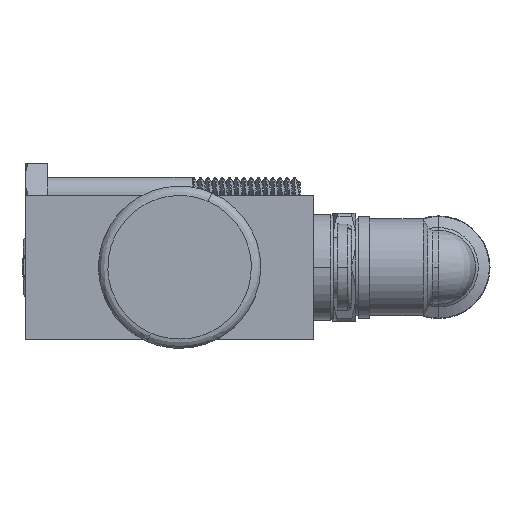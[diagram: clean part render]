
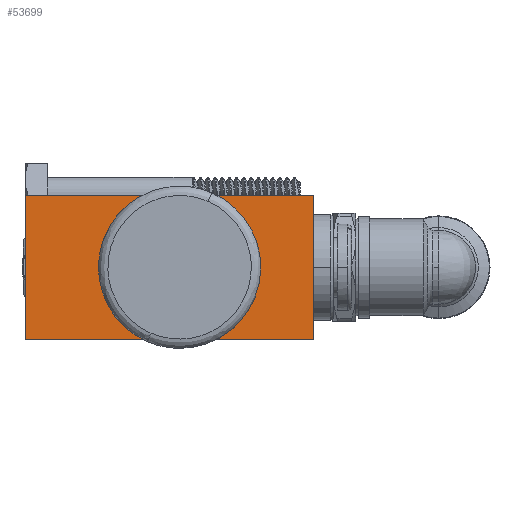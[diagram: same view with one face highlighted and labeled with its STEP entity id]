
A CAD part, left-side view. The second image highlights one B-rep face of the part: STEP entity #53699.
In plain terms, the highlighted planar face has unit normal (-1, 0, 0).
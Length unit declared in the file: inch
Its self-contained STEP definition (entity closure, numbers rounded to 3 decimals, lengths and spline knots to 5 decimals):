
#1880 = VECTOR ( 'NONE', #57788, 39.37008 ) ;
#3834 = VERTEX_POINT ( 'NONE', #89598 ) ;
#3913 = EDGE_CURVE ( 'NONE', #25291, #39574, #13978, .T. ) ;
#4257 = DIRECTION ( 'NONE',  ( 0., 0., -1. ) ) ;
#4662 = CARTESIAN_POINT ( 'NONE',  ( 0., -1.07, -0.5 ) ) ;
#7898 = LINE ( 'NONE', #87687, #46552 ) ;
#10145 = DIRECTION ( 'NONE',  ( -1., 0., 0. ) ) ;
#12158 = EDGE_CURVE ( 'NONE', #14472, #25291, #70402, .T. ) ;
#12170 = LINE ( 'NONE', #43407, #84706 ) ;
#12503 = EDGE_CURVE ( 'NONE', #77439, #16945, #29279, .T. ) ;
#13256 = ORIENTED_EDGE ( 'NONE', *, *, #38391, .F. ) ;
#13807 = DIRECTION ( 'NONE',  ( 0., 0., -1. ) ) ;
#13978 = LINE ( 'NONE', #96342, #1880 ) ;
#14472 = VERTEX_POINT ( 'NONE', #91111 ) ;
#16496 = AXIS2_PLACEMENT_3D ( 'NONE', #33435, #10145, #48285 ) ;
#16945 = VERTEX_POINT ( 'NONE', #40965 ) ;
#17061 = AXIS2_PLACEMENT_3D ( 'NONE', #4662, #82043, #36063 ) ;
#17210 = ORIENTED_EDGE ( 'NONE', *, *, #3913, .T. ) ;
#20550 = CARTESIAN_POINT ( 'NONE',  ( 0., -2., -1. ) ) ;
#24515 = ORIENTED_EDGE ( 'NONE', *, *, #12158, .T. ) ;
#25291 = VERTEX_POINT ( 'NONE', #20550 ) ;
#29279 = CIRCLE ( 'NONE', #17061, 0.28125 ) ;
#33435 = CARTESIAN_POINT ( 'NONE',  ( 0., -1.07, -0.5 ) ) ;
#34669 = EDGE_LOOP ( 'NONE', ( #81079, #13256 ) ) ;
#36063 = DIRECTION ( 'NONE',  ( 0., 0., 1. ) ) ;
#37030 = EDGE_LOOP ( 'NONE', ( #17210, #45783, #59502, #24515 ) ) ;
#38391 = EDGE_CURVE ( 'NONE', #16945, #77439, #70229, .T. ) ;
#39574 = VERTEX_POINT ( 'NONE', #50442 ) ;
#40965 = CARTESIAN_POINT ( 'NONE',  ( 0., -1.07, -0.78125 ) ) ;
#43407 = CARTESIAN_POINT ( 'NONE',  ( 0., 0., 0. ) ) ;
#45783 = ORIENTED_EDGE ( 'NONE', *, *, #55988, .F. ) ;
#46552 = VECTOR ( 'NONE', #80253, 39.37008 ) ;
#48285 = DIRECTION ( 'NONE',  ( 0., 0., 1. ) ) ;
#50442 = CARTESIAN_POINT ( 'NONE',  ( 0., -2., 0. ) ) ;
#53122 = FACE_OUTER_BOUND ( 'NONE', #37030, .T. ) ;
#53338 = DIRECTION ( 'NONE',  ( 0., -1., 0. ) ) ;
#53699 = ADVANCED_FACE ( 'NONE', ( #62822, #53122 ), #69203, .F. ) ;
#54222 = AXIS2_PLACEMENT_3D ( 'NONE', #68866, #75691, #13807 ) ;
#55988 = EDGE_CURVE ( 'NONE', #3834, #39574, #7898, .T. ) ;
#57788 = DIRECTION ( 'NONE',  ( 0., 0., 1. ) ) ;
#59502 = ORIENTED_EDGE ( 'NONE', *, *, #60098, .T. ) ;
#60098 = EDGE_CURVE ( 'NONE', #3834, #14472, #12170, .T. ) ;
#62822 = FACE_BOUND ( 'NONE', #34669, .T. ) ;
#67573 = CARTESIAN_POINT ( 'NONE',  ( 0., -1.07, -0.21875 ) ) ;
#68866 = CARTESIAN_POINT ( 'NONE',  ( 0., 0., 0. ) ) ;
#69203 = PLANE ( 'NONE',  #54222 ) ;
#70229 = CIRCLE ( 'NONE', #16496, 0.28125 ) ;
#70402 = LINE ( 'NONE', #75731, #87279 ) ;
#75691 = DIRECTION ( 'NONE',  ( 1., 0., 0. ) ) ;
#75731 = CARTESIAN_POINT ( 'NONE',  ( 0., 0., -1. ) ) ;
#77439 = VERTEX_POINT ( 'NONE', #67573 ) ;
#80253 = DIRECTION ( 'NONE',  ( 0., -1., 0. ) ) ;
#81079 = ORIENTED_EDGE ( 'NONE', *, *, #12503, .F. ) ;
#82043 = DIRECTION ( 'NONE',  ( -1., 0., 0. ) ) ;
#84706 = VECTOR ( 'NONE', #4257, 39.37008 ) ;
#87279 = VECTOR ( 'NONE', #53338, 39.37008 ) ;
#87687 = CARTESIAN_POINT ( 'NONE',  ( 0., 0., 0. ) ) ;
#89598 = CARTESIAN_POINT ( 'NONE',  ( 0., 0., 0. ) ) ;
#91111 = CARTESIAN_POINT ( 'NONE',  ( 0., 0., -1. ) ) ;
#96342 = CARTESIAN_POINT ( 'NONE',  ( 0., -2., 0. ) ) ;
